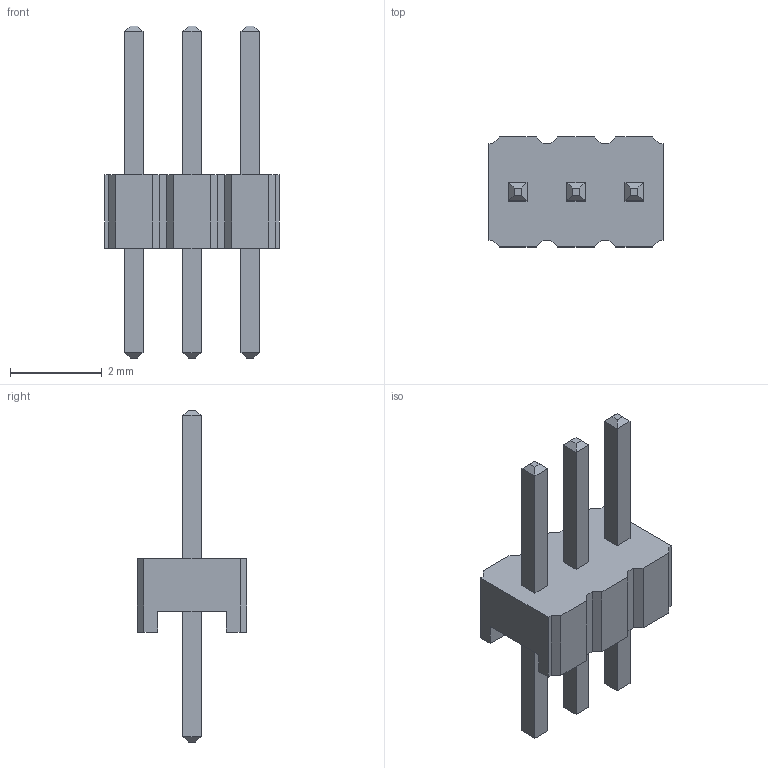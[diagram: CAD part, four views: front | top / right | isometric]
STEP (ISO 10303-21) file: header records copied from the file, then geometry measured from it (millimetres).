
FILE_DESCRIPTION (( 'STEP AP214' ), '1' );
FILE_NAME ('User Library-PIN-Header-1_27_1x3.STEP', '2021-08-26T23:33:35', ( '' ), ( '' ), 'SwSTEP 2.0', 'SolidWorks 2021', '' );
FILE_SCHEMA (( 'AUTOMOTIVE_DESIGN' ));
Length unit declared in the file: millimetre
Products named in the file (1): User Library-PIN-Header-1_27_1x3
Bounding box: 3.81 x 2.4 x 7.25 mm (x, y, z)
Volume: 14.5 mm3; surface area: 79.4 mm2
Topology: 4 solids, 4 shells, 88 faces, 216 edges, 136 vertices
Faces by surface type: plane 88
Entity records: 3549 total; most frequent: CARTESIAN_POINT 441, ORIENTED_EDGE 432, DIRECTION 394, LINE 216, EDGE_CURVE 216, VECTOR 216, VERTEX_POINT 136, UNCERTAINTY_MEASURE_WITH_UNIT 94
